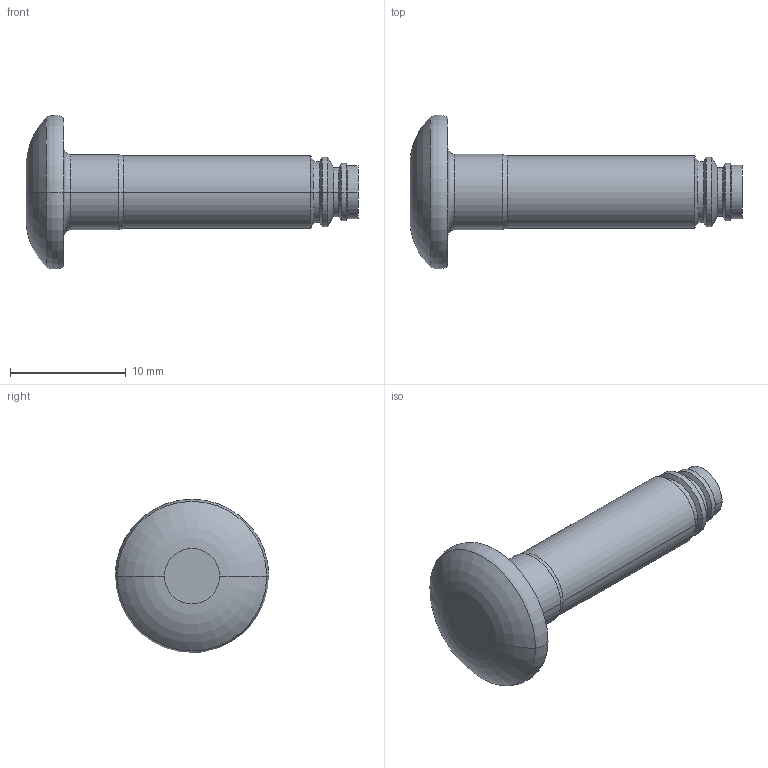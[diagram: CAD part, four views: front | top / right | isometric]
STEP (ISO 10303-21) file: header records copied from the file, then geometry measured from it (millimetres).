
FILE_DESCRIPTION (( 'STEP AP203' ), '1' );
FILE_NAME ('BT-( )8-4.STEP', '2019-08-27T16:18:45', ( '' ), ( '' ), 'SwSTEP 2.0', 'SolidWorks 2016', '' );
FILE_SCHEMA (( 'CONFIG_CONTROL_DESIGN' ));
Length unit declared in the file: inch
Products named in the file (1): BT-( )8-4
Bounding box: 28.65 x 13.27 x 13.25 mm (x, y, z)
Volume: 1111.7 mm3; surface area: 832 mm2
Topology: 1 solids, 1 shells, 35 faces, 68 edges, 36 vertices
Faces by surface type: cylinder 14, cone 12, torus 6, plane 3
Entity records: 959 total; most frequent: DIRECTION 182, CARTESIAN_POINT 140, ORIENTED_EDGE 136, AXIS2_PLACEMENT_3D 78, EDGE_CURVE 68, CIRCLE 42, VERTEX_POINT 36, EDGE_LOOP 36
